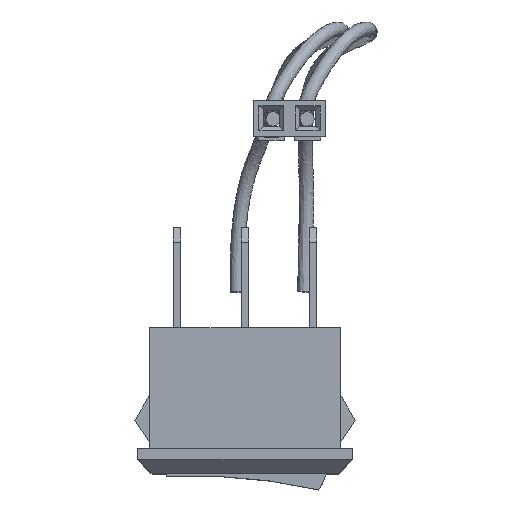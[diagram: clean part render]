
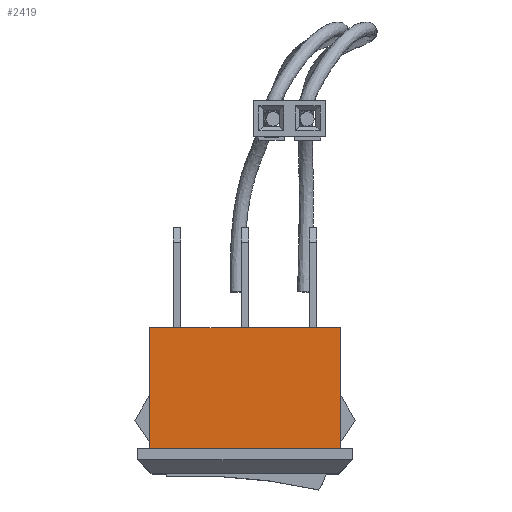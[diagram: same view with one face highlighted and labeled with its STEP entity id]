
A CAD part, top view. The second image highlights one B-rep face of the part: STEP entity #2419.
In plain terms, the highlighted face is planar.
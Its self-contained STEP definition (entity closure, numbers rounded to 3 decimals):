
#115=PLANE('',#2590);
#245=FACE_OUTER_BOUND('',#389,.T.);
#389=EDGE_LOOP('',(#1919,#1920,#1921,#1922));
#530=LINE('',#3483,#829);
#624=LINE('',#3675,#923);
#625=LINE('',#3678,#924);
#626=LINE('',#3679,#925);
#829=VECTOR('',#2804,10.);
#923=VECTOR('',#2970,10.);
#924=VECTOR('',#2973,10.);
#925=VECTOR('',#2974,10.);
#1130=VERTEX_POINT('',#3476);
#1133=VERTEX_POINT('',#3481);
#1194=VERTEX_POINT('',#3671);
#1196=VERTEX_POINT('',#3677);
#1360=EDGE_CURVE('',#1133,#1130,#530,.T.);
#1454=EDGE_CURVE('',#1194,#1130,#624,.T.);
#1455=EDGE_CURVE('',#1196,#1194,#625,.T.);
#1456=EDGE_CURVE('',#1196,#1133,#626,.T.);
#1919=ORIENTED_EDGE('',*,*,#1455,.T.);
#1920=ORIENTED_EDGE('',*,*,#1454,.T.);
#1921=ORIENTED_EDGE('',*,*,#1360,.F.);
#1922=ORIENTED_EDGE('',*,*,#1456,.F.);
#2419=ADVANCED_FACE('',(#245),#115,.T.);
#2590=AXIS2_PLACEMENT_3D('',#3676,#2971,#2972);
#2804=DIRECTION('',(-1.,0.,0.));
#2970=DIRECTION('',(0.,1.,0.));
#2971=DIRECTION('center_axis',(0.,0.,-1.));
#2972=DIRECTION('ref_axis',(-1.,0.,0.));
#2973=DIRECTION('',(-1.,0.,0.));
#2974=DIRECTION('',(0.,1.,0.));
#3476=CARTESIAN_POINT('',(-6.65,8.45,-4.35));
#3481=CARTESIAN_POINT('',(6.65,8.45,-4.35));
#3483=CARTESIAN_POINT('',(6.65,8.45,-4.35));
#3671=CARTESIAN_POINT('',(-6.65,0.,-4.35));
#3675=CARTESIAN_POINT('',(-6.65,0.,-4.35));
#3676=CARTESIAN_POINT('Origin',(6.65,0.,-4.35));
#3677=CARTESIAN_POINT('',(6.65,0.,-4.35));
#3678=CARTESIAN_POINT('',(6.65,0.,-4.35));
#3679=CARTESIAN_POINT('',(6.65,0.,-4.35));
